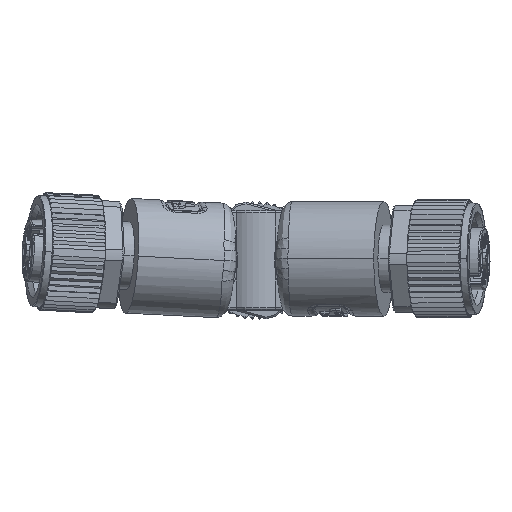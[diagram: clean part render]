
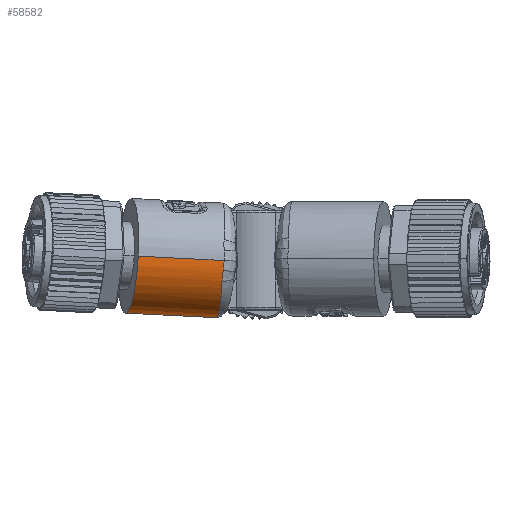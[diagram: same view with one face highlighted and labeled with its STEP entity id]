
A CAD part, top view. The second image highlights one B-rep face of the part: STEP entity #58582.
In plain terms, the highlighted cylindrical face has radius 7.5 mm (diameter 15 mm), a partial arc.
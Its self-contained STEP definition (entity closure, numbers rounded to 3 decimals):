
#36514=CARTESIAN_POINT('',(13.1,0.,0.));
#36515=DIRECTION('',(1.,0.,0.));
#36516=DIRECTION('',(0.,1.,0.));
#36517=AXIS2_PLACEMENT_3D('',#36514,#36515,#36516);
#36524=DIRECTION('',(-1.,0.,0.));
#36525=VECTOR('',#36524,1.825);
#36526=CARTESIAN_POINT('',(14.925,-7.5,
0.));
#36527=LINE('',#36526,#36525);
#36528=CARTESIAN_POINT('',(24.5,7.5,0.));
#36529=CARTESIAN_POINT('',(24.5,7.5,
0.086));
#36530=CARTESIAN_POINT('',(24.499,7.497,
0.259));
#36531=CARTESIAN_POINT('',(24.494,7.484,
0.516));
#36532=CARTESIAN_POINT('',(24.486,7.462,
0.769));
#36533=CARTESIAN_POINT('',(24.474,7.432,1.019));
#36534=CARTESIAN_POINT('',(24.462,7.406,1.184));
#36535=CARTESIAN_POINT('',(24.455,7.392,1.266));
#36537=CARTESIAN_POINT('',(22.149,-3.633,
6.561));
#36538=CARTESIAN_POINT('',(22.036,-3.632,
6.562));
#36539=CARTESIAN_POINT('',(21.81,-3.627,
6.564));
#36540=CARTESIAN_POINT('',(21.47,-3.625,
6.566));
#36541=CARTESIAN_POINT('',(21.244,-3.621,
6.568));
#36542=CARTESIAN_POINT('',(21.131,-3.619,
6.569));
#36544=CARTESIAN_POINT('',(14.925,-7.5,
0.));
#36545=CARTESIAN_POINT('',(14.925,-7.5,
0.171));
#36546=CARTESIAN_POINT('',(14.937,-7.488,
0.514));
#36547=CARTESIAN_POINT('',(14.995,-7.435,
1.029));
#36548=CARTESIAN_POINT('',(15.092,-7.346,
1.543));
#36549=CARTESIAN_POINT('',(15.23,-7.219,
2.057));
#36550=CARTESIAN_POINT('',(15.412,-7.053,
2.569));
#36551=CARTESIAN_POINT('',(15.642,-6.847,
3.078));
#36552=CARTESIAN_POINT('',(15.921,-6.599,
3.58));
#36553=CARTESIAN_POINT('',(16.255,-6.309,
4.07));
#36554=CARTESIAN_POINT('',(16.645,-5.978,
4.541));
#36555=CARTESIAN_POINT('',(17.093,-5.613,
4.985));
#36556=CARTESIAN_POINT('',(17.593,-5.227,
5.388));
#36557=CARTESIAN_POINT('',(18.131,-4.841,
5.736));
#36558=CARTESIAN_POINT('',(18.677,-4.488,
6.014));
#36559=CARTESIAN_POINT('',(19.205,-4.191,
6.222));
#36560=CARTESIAN_POINT('',(19.698,-3.96,
6.371));
#36561=CARTESIAN_POINT('',(20.156,-3.79,
6.473));
#36562=CARTESIAN_POINT('',(20.445,-3.71,
6.518));
#36563=CARTESIAN_POINT('',(20.585,-3.678,
6.536));
#36573=CARTESIAN_POINT('',(20.585,-3.678,
6.536));
#36574=CARTESIAN_POINT('',(20.647,-3.664,
6.544));
#36575=CARTESIAN_POINT('',(20.771,-3.641,
6.557));
#36576=CARTESIAN_POINT('',(20.953,-3.622,
6.568));
#36577=CARTESIAN_POINT('',(21.072,-3.619,
6.569));
#36578=CARTESIAN_POINT('',(21.131,-3.619,
6.569));
#36592=CARTESIAN_POINT('',(22.149,-3.633,
6.561));
#36593=CARTESIAN_POINT('',(22.217,-3.634,
6.561));
#36594=CARTESIAN_POINT('',(22.36,-3.641,
6.557));
#36595=CARTESIAN_POINT('',(22.593,-3.672,
6.54));
#36596=CARTESIAN_POINT('',(22.763,-3.708,
6.519));
#36597=CARTESIAN_POINT('',(22.852,-3.73,
6.507));
#36605=CARTESIAN_POINT('',(22.852,-3.73,
6.507));
#36606=CARTESIAN_POINT('',(23.02,-3.772,
6.483));
#36607=CARTESIAN_POINT('',(23.374,-3.875,
6.423));
#36608=CARTESIAN_POINT('',(23.957,-4.09,
6.289));
#36609=CARTESIAN_POINT('',(24.596,-4.372,
6.098));
#36610=CARTESIAN_POINT('',(25.06,-4.606,
5.922));
#36611=CARTESIAN_POINT('',(25.3,-4.733,
5.818));
#36625=CARTESIAN_POINT('',(25.3,-4.733,
5.818));
#36636=CARTESIAN_POINT('',(25.3,-4.733,
5.818));
#36637=CARTESIAN_POINT('',(25.3,-4.56,
5.959));
#36638=CARTESIAN_POINT('',(25.297,-4.201,
6.225));
#36639=CARTESIAN_POINT('',(25.287,-3.628,
6.575));
#36640=CARTESIAN_POINT('',(25.271,-3.027,
6.873));
#36641=CARTESIAN_POINT('',(25.25,-2.401,
7.116));
#36642=CARTESIAN_POINT('',(25.225,-1.755,
7.302));
#36643=CARTESIAN_POINT('',(25.194,-1.096,
7.43));
#36644=CARTESIAN_POINT('',(25.159,-0.427,
7.498));
#36645=CARTESIAN_POINT('',(25.12,0.246,
7.506));
#36646=CARTESIAN_POINT('',(25.078,0.917,
7.454));
#36647=CARTESIAN_POINT('',(25.033,1.581,7.342));
#36648=CARTESIAN_POINT('',(24.985,2.232,7.171));
#36649=CARTESIAN_POINT('',(24.934,2.866,6.942));
#36650=CARTESIAN_POINT('',(24.882,3.477,6.657));
#36651=CARTESIAN_POINT('',(24.828,4.06,6.318));
#36652=CARTESIAN_POINT('',(24.773,4.61,5.929));
#36653=CARTESIAN_POINT('',(24.717,5.123,5.491));
#36654=CARTESIAN_POINT('',(24.661,5.595,5.01));
#36655=CARTESIAN_POINT('',(24.605,6.022,4.488));
#36656=CARTESIAN_POINT('',(24.55,6.4,3.93));
#36657=CARTESIAN_POINT('',(24.495,6.727,3.34));
#36658=CARTESIAN_POINT('',(24.459,6.908,2.929));
#36659=CARTESIAN_POINT('',(24.441,6.99,2.72));
#36673=CARTESIAN_POINT('',(24.441,6.99,2.72));
#36674=CARTESIAN_POINT('',(24.429,7.045,2.577));
#36675=CARTESIAN_POINT('',(24.413,7.151,2.28));
#36676=CARTESIAN_POINT('',(24.418,7.29,1.788));
#36677=CARTESIAN_POINT('',(24.44,7.362,1.443));
#36678=CARTESIAN_POINT('',(24.455,7.392,1.266));
#37128=DIRECTION('',(-1.,0.,0.));
#37129=VECTOR('',#37128,11.4);
#37130=CARTESIAN_POINT('',(24.5,7.5,0.));
#37131=LINE('',#37130,#37129);
#46472=VERTEX_POINT('',#36625);
#46473=VERTEX_POINT('',#36605);
#46474=VERTEX_POINT('',#36544);
#46475=VERTEX_POINT('',#36563);
#46476=CARTESIAN_POINT('',(13.1,-7.5,0.));
#46477=VERTEX_POINT('',#46476);
#46478=CARTESIAN_POINT('',(13.1,7.5,0.));
#46479=VERTEX_POINT('',#46478);
#46480=CARTESIAN_POINT('',(24.5,7.5,0.));
#46481=VERTEX_POINT('',#46480);
#46482=VERTEX_POINT('',#36535);
#46483=VERTEX_POINT('',#36673);
#46484=VERTEX_POINT('',#36592);
#46485=VERTEX_POINT('',#36542);
#58554=CARTESIAN_POINT('',(13.1,0.,0.));
#58555=DIRECTION('',(1.,0.,0.));
#58556=DIRECTION('',(0.,1.,0.));
#58557=AXIS2_PLACEMENT_3D('',#58554,#58555,#58556);
#58558=CYLINDRICAL_SURFACE('',#58557,7.5);
#58560=ORIENTED_EDGE('',*,*,#58559,.F.);
#58562=ORIENTED_EDGE('',*,*,#58561,.T.);
#58563=ORIENTED_EDGE('',*,*,#58530,.F.);
#58565=ORIENTED_EDGE('',*,*,#58564,.F.);
#58567=ORIENTED_EDGE('',*,*,#58566,.T.);
#58569=ORIENTED_EDGE('',*,*,#58568,.F.);
#58571=ORIENTED_EDGE('',*,*,#58570,.F.);
#58573=ORIENTED_EDGE('',*,*,#58572,.F.);
#58575=ORIENTED_EDGE('',*,*,#58574,.F.);
#58577=ORIENTED_EDGE('',*,*,#58576,.T.);
#58579=ORIENTED_EDGE('',*,*,#58578,.F.);
#58580=EDGE_LOOP('',(#58560,#58562,#58563,#58565,#58567,#58569,#58571,#58573,
#58575,#58577,#58579));
#58581=FACE_OUTER_BOUND('',#58580,.F.);
#58582=ADVANCED_FACE('',(#58581),#58558,.T.);
#36518=CIRCLE('',#36517,7.5);
#36536=B_SPLINE_CURVE_WITH_KNOTS('',3,(#36528,#36529,#36530,#36531,#36532,
#36533,#36534,#36535),.UNSPECIFIED.,.F.,.F.,(4,1,1,1,1,4),(0.,
0.203,0.406,0.606,0.804,1.),
.UNSPECIFIED.);
#36543=B_SPLINE_CURVE_WITH_KNOTS('',3,(#36537,#36538,#36539,#36540,#36541,
#36542),.UNSPECIFIED.,.F.,.F.,(4,1,1,4),(0.,0.333,
0.667,1.),.UNSPECIFIED.);
#36564=B_SPLINE_CURVE_WITH_KNOTS('',3,(#36544,#36545,#36546,#36547,#36548,
#36549,#36550,#36551,#36552,#36553,#36554,#36555,#36556,#36557,#36558,#36559,
#36560,#36561,#36562,#36563),.UNSPECIFIED.,.F.,.F.,(4,1,1,1,1,1,1,1,1,1,1,1,1,1,
1,1,1,4),(0.,0.059,0.118,0.176,
0.235,0.294,0.353,0.412,
0.471,0.529,0.588,0.647,
0.706,0.765,0.824,0.882,
0.941,1.),.UNSPECIFIED.);
#36579=B_SPLINE_CURVE_WITH_KNOTS('',3,(#36573,#36574,#36575,#36576,#36577,
#36578),.UNSPECIFIED.,.F.,.F.,(4,1,1,4),(0.,0.333,
0.667,1.),.UNSPECIFIED.);
#36598=B_SPLINE_CURVE_WITH_KNOTS('',3,(#36592,#36593,#36594,#36595,#36596,
#36597),.UNSPECIFIED.,.F.,.F.,(4,1,1,4),(0.,0.333,
0.667,1.),.UNSPECIFIED.);
#36612=B_SPLINE_CURVE_WITH_KNOTS('',3,(#36605,#36606,#36607,#36608,#36609,
#36610,#36611),.UNSPECIFIED.,.F.,.F.,(4,1,1,1,4),(0.,0.25,0.5,0.75,
1.),.UNSPECIFIED.);
#36660=B_SPLINE_CURVE_WITH_KNOTS('',3,(#36636,#36637,#36638,#36639,#36640,
#36641,#36642,#36643,#36644,#36645,#36646,#36647,#36648,#36649,#36650,#36651,
#36652,#36653,#36654,#36655,#36656,#36657,#36658,#36659),.UNSPECIFIED.,.F.,.F.,(
4,1,1,1,1,1,1,1,1,1,1,1,1,1,1,1,1,1,1,1,1,4),(0.,0.048,
0.095,0.143,0.19,0.238,
0.286,0.333,0.381,0.429,
0.476,0.524,0.571,0.619,
0.667,0.714,0.762,0.81,
0.857,0.905,0.952,1.),.UNSPECIFIED.);
#36679=B_SPLINE_CURVE_WITH_KNOTS('',3,(#36673,#36674,#36675,#36676,#36677,
#36678),.UNSPECIFIED.,.F.,.F.,(4,1,1,4),(0.,0.333,
0.667,1.),.UNSPECIFIED.);
#58530=EDGE_CURVE('',#46479,#46477,#36518,.T.);
#58559=EDGE_CURVE('',#46474,#46475,#36564,.T.);
#58561=EDGE_CURVE('',#46474,#46477,#36527,.T.);
#58564=EDGE_CURVE('',#46481,#46479,#37131,.T.);
#58566=EDGE_CURVE('',#46481,#46482,#36536,.T.);
#58568=EDGE_CURVE('',#46483,#46482,#36679,.T.);
#58570=EDGE_CURVE('',#46472,#46483,#36660,.T.);
#58572=EDGE_CURVE('',#46473,#46472,#36612,.T.);
#58574=EDGE_CURVE('',#46484,#46473,#36598,.T.);
#58576=EDGE_CURVE('',#46484,#46485,#36543,.T.);
#58578=EDGE_CURVE('',#46475,#46485,#36579,.T.);
